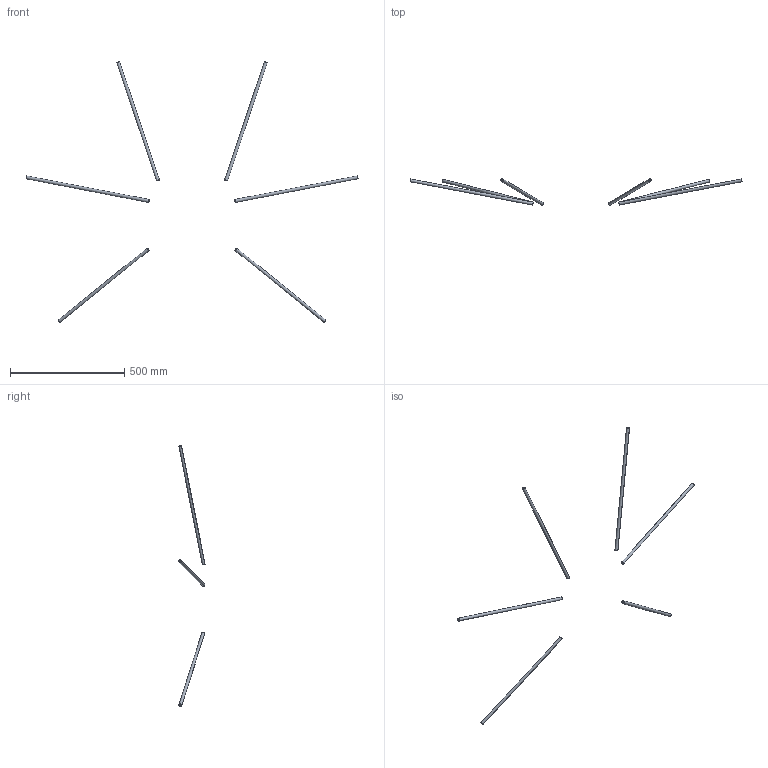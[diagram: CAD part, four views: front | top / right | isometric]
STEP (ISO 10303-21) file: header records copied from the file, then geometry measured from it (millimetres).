
FILE_DESCRIPTION(/* description */ (''),/* implementation_level */ '2;1');
FILE_NAME(/* name */ 'CF Tube.step',/* time_stamp */ '2023-10-27T10:38:18-04:00',/* author */ (''),/* organization */ (''),/* preprocessor_version */ 'ST-DEVELOPER v20',/* originating_system */ 'Autodesk Translation Framework v12.14.0.127',/* authorisation */ '');
FILE_SCHEMA (('AUTOMOTIVE_DESIGN { 1 0 10303 214 3 1 1 }'));
Length unit declared in the file: millimetre
Products named in the file (1): CF Tube
Bounding box: 1453.22 x 115.19 x 1140 mm (x, y, z)
Volume: 175583.6 mm3; surface area: 234761.8 mm2
Topology: 6 solids, 6 shells, 24 faces, 36 edges, 24 vertices
Faces by surface type: cylinder 12, plane 12
Full cylindrical faces by diameter (mm): 10 x6, 13 x6
Entity records: 596 total; most frequent: DIRECTION 110, CARTESIAN_POINT 85, ORIENTED_EDGE 72, AXIS2_PLACEMENT_3D 49, EDGE_LOOP 36, EDGE_CURVE 36, FACE_OUTER_BOUND 24, CIRCLE 24
